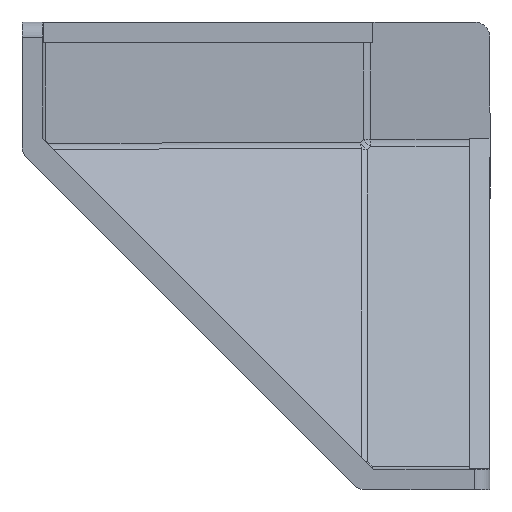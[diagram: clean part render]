
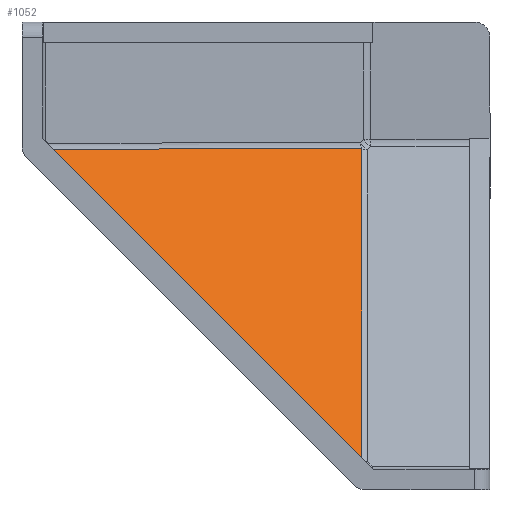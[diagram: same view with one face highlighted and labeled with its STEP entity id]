
A CAD part, left-side view. The second image highlights one B-rep face of the part: STEP entity #1052.
In plain terms, the highlighted face is planar.
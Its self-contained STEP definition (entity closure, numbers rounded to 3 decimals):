
#42=PLANE('',#1188);
#89=FACE_OUTER_BOUND('',#154,.T.);
#154=EDGE_LOOP('',(#853,#854,#855));
#251=LINE('',#1775,#350);
#252=LINE('',#1783,#351);
#253=LINE('',#1790,#352);
#350=VECTOR('',#1420,10.);
#351=VECTOR('',#1433,10.);
#352=VECTOR('',#1446,10.);
#505=VERTEX_POINT('',#1769);
#506=VERTEX_POINT('',#1773);
#507=VERTEX_POINT('',#1782);
#625=EDGE_CURVE('',#505,#506,#251,.T.);
#628=EDGE_CURVE('',#506,#507,#252,.T.);
#632=EDGE_CURVE('',#507,#505,#253,.T.);
#853=ORIENTED_EDGE('',*,*,#625,.F.);
#854=ORIENTED_EDGE('',*,*,#632,.F.);
#855=ORIENTED_EDGE('',*,*,#628,.F.);
#1052=ADVANCED_FACE('',(#89),#42,.F.);
#1188=AXIS2_PLACEMENT_3D('',#1791,#1447,#1448);
#1420=DIRECTION('',(-0.706,0.501,0.501));
#1433=DIRECTION('',(-0.003,-1.,0.001));
#1446=DIRECTION('',(0.708,0.499,-0.501));
#1447=DIRECTION('center_axis',(0.578,-0.001,0.816));
#1448=DIRECTION('ref_axis',(0.816,0.,-0.578));
#1769=CARTESIAN_POINT('',(42.288,-22.619,-20.987));
#1773=CARTESIAN_POINT('',(12.413,-1.412,0.22));
#1775=CARTESIAN_POINT('',(27.288,-11.971,-10.339));
#1782=CARTESIAN_POINT('',(12.292,-43.755,0.249));
#1783=CARTESIAN_POINT('',(12.353,-22.515,0.235));
#1790=CARTESIAN_POINT('',(27.281,-33.194,-10.362));
#1791=CARTESIAN_POINT('Origin',(22.288,-22.554,-6.809));
